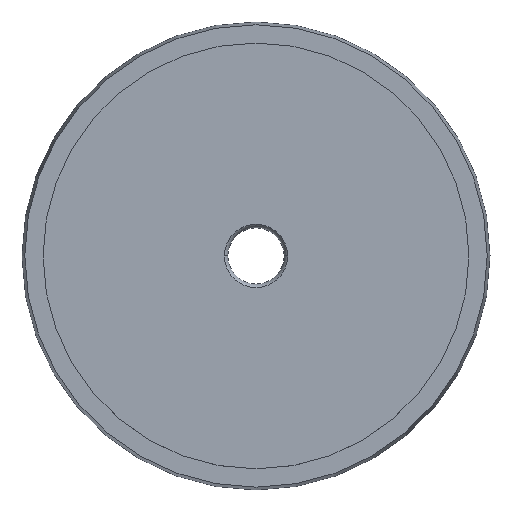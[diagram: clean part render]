
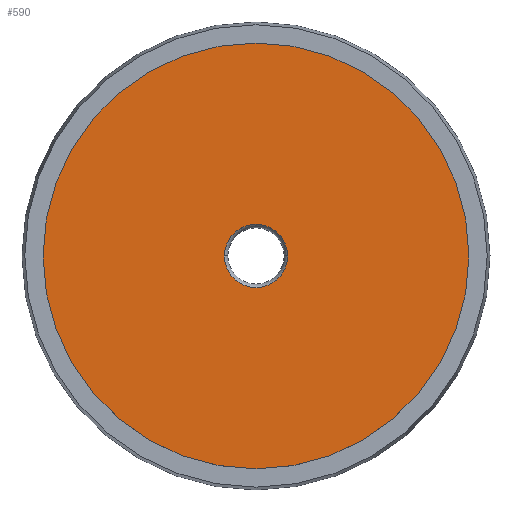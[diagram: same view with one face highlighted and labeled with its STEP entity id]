
A CAD part, top view. The second image highlights one B-rep face of the part: STEP entity #590.
In plain terms, the highlighted planar face has unit normal (0, 0, 1).
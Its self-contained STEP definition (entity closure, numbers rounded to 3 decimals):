
#13 = DIRECTION ( 'NONE',  ( 0., 0., 1. ) ) ;
#17 = AXIS2_PLACEMENT_3D ( 'NONE', #48, #289, #587 ) ;
#35 = CIRCLE ( 'NONE', #645, 2.25 ) ;
#38 = DIRECTION ( 'NONE',  ( 0., 0., 1. ) ) ;
#40 = CARTESIAN_POINT ( 'NONE',  ( 2.25, 0., 0. ) ) ;
#46 = FACE_OUTER_BOUND ( 'NONE', #495, .T. ) ;
#48 = CARTESIAN_POINT ( 'NONE',  ( 0., 0., 0. ) ) ;
#65 = CARTESIAN_POINT ( 'NONE',  ( 0., 0., 0. ) ) ;
#83 = EDGE_CURVE ( 'NONE', #361, #470, #160, .T. ) ;
#111 = DIRECTION ( 'NONE',  ( 0., 0., 1. ) ) ;
#113 = ORIENTED_EDGE ( 'NONE', *, *, #200, .T. ) ;
#140 = DIRECTION ( 'NONE',  ( 1., 0., 0. ) ) ;
#160 = CIRCLE ( 'NONE', #487, 15.15 ) ;
#178 = FACE_BOUND ( 'NONE', #318, .T. ) ;
#200 = EDGE_CURVE ( 'NONE', #470, #361, #597, .T. ) ;
#209 = CIRCLE ( 'NONE', #336, 2.25 ) ;
#248 = DIRECTION ( 'NONE',  ( 0., 0., 1. ) ) ;
#249 = ORIENTED_EDGE ( 'NONE', *, *, #618, .F. ) ;
#258 = EDGE_CURVE ( 'NONE', #626, #447, #35, .T. ) ;
#278 = ORIENTED_EDGE ( 'NONE', *, *, #83, .T. ) ;
#283 = AXIS2_PLACEMENT_3D ( 'NONE', #342, #111, #452 ) ;
#289 = DIRECTION ( 'NONE',  ( 0., 0., -1. ) ) ;
#300 = DIRECTION ( 'NONE',  ( 1., 0., 0. ) ) ;
#318 = EDGE_LOOP ( 'NONE', ( #431, #249 ) ) ;
#336 = AXIS2_PLACEMENT_3D ( 'NONE', #640, #38, #140 ) ;
#338 = CARTESIAN_POINT ( 'NONE',  ( 0., 0., 0. ) ) ;
#342 = CARTESIAN_POINT ( 'NONE',  ( 0., 0., 0. ) ) ;
#356 = CARTESIAN_POINT ( 'NONE',  ( -2.25, 0., 0. ) ) ;
#361 = VERTEX_POINT ( 'NONE', #560 ) ;
#431 = ORIENTED_EDGE ( 'NONE', *, *, #258, .F. ) ;
#447 = VERTEX_POINT ( 'NONE', #356 ) ;
#452 = DIRECTION ( 'NONE',  ( 1., 0., 0. ) ) ;
#470 = VERTEX_POINT ( 'NONE', #624 ) ;
#487 = AXIS2_PLACEMENT_3D ( 'NONE', #338, #248, #300 ) ;
#495 = EDGE_LOOP ( 'NONE', ( #278, #113 ) ) ;
#560 = CARTESIAN_POINT ( 'NONE',  ( 15.15, 0., 0. ) ) ;
#587 = DIRECTION ( 'NONE',  ( -1., 0., 0. ) ) ;
#590 = ADVANCED_FACE ( 'NONE', ( #178, #46 ), #635, .F. ) ;
#597 = CIRCLE ( 'NONE', #283, 15.15 ) ;
#609 = DIRECTION ( 'NONE',  ( 1., 0., 0. ) ) ;
#618 = EDGE_CURVE ( 'NONE', #447, #626, #209, .T. ) ;
#624 = CARTESIAN_POINT ( 'NONE',  ( -15.15, 0., 0. ) ) ;
#626 = VERTEX_POINT ( 'NONE', #40 ) ;
#635 = PLANE ( 'NONE',  #17 ) ;
#640 = CARTESIAN_POINT ( 'NONE',  ( 0., 0., 0. ) ) ;
#645 = AXIS2_PLACEMENT_3D ( 'NONE', #65, #13, #609 ) ;
